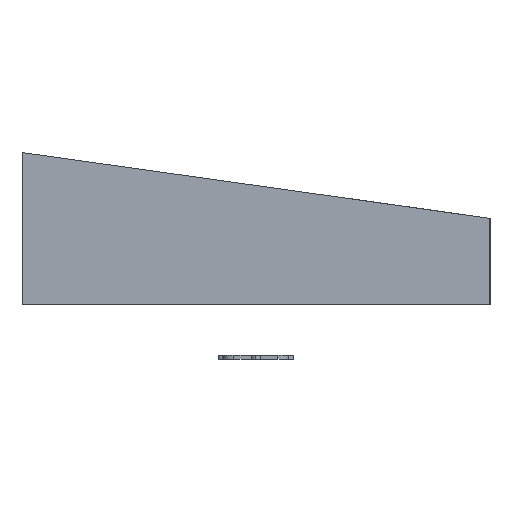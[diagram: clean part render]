
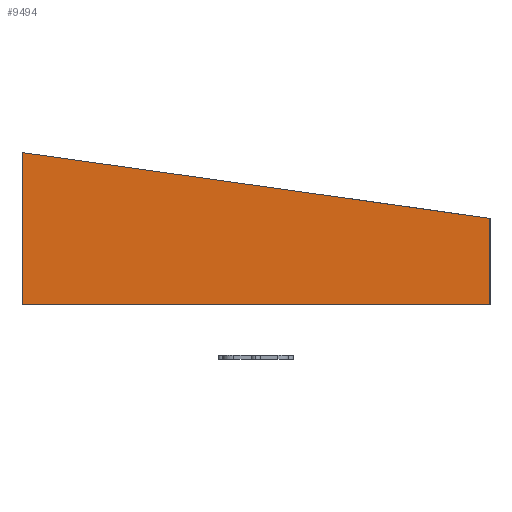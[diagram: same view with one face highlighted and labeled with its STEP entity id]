
A CAD part, left-side view. The second image highlights one B-rep face of the part: STEP entity #9494.
In plain terms, the highlighted planar face has unit normal (-1, 0, 0).
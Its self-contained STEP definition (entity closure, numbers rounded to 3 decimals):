
#1278=CARTESIAN_POINT('',(-4.918,114.842,0.723));
#1279=VERTEX_POINT('',#1278);
#1280=CARTESIAN_POINT('',(-4.918,7.842,0.723));
#1281=VERTEX_POINT('',#1280);
#1282=CARTESIAN_POINT('',(-4.918,114.842,0.723));
#1283=DIRECTION('',(0.,-1.,0.));
#1284=VECTOR('',#1283,107.);
#1285=LINE('',#1282,#1284);
#1286=EDGE_CURVE('',#1279,#1281,#1285,.T.);
#9430=CARTESIAN_POINT('',(-4.918,114.842,35.484));
#9431=VERTEX_POINT('',#9430);
#9432=CARTESIAN_POINT('',(-4.918,114.842,35.484));
#9433=DIRECTION('',(0.,0.,-1.));
#9434=VECTOR('',#9433,34.761);
#9435=LINE('',#9432,#9434);
#9436=EDGE_CURVE('',#9431,#1279,#9435,.T.);
#9471=CARTESIAN_POINT('',(-4.918,13.123,19.169));
#9472=DIRECTION('',(-1.,0.,0.));
#9473=DIRECTION('',(0.,-0.99,-0.139));
#9474=AXIS2_PLACEMENT_3D('',#9471,#9472,#9473);
#9475=PLANE('',#9474);
#9476=ORIENTED_EDGE('',*,*,#9436,.T.);
#9477=ORIENTED_EDGE('',*,*,#1286,.T.);
#9478=CARTESIAN_POINT('',(-4.918,7.842,20.446));
#9479=VERTEX_POINT('',#9478);
#9480=CARTESIAN_POINT('',(-4.918,7.842,20.446));
#9481=DIRECTION('',(0.,0.,-1.));
#9482=VECTOR('',#9481,19.723);
#9483=LINE('',#9480,#9482);
#9484=EDGE_CURVE('',#9479,#1281,#9483,.T.);
#9485=ORIENTED_EDGE('',*,*,#9484,.F.);
#9486=CARTESIAN_POINT('',(-4.918,7.842,20.446));
#9487=DIRECTION('',(0.,0.99,0.139));
#9488=VECTOR('',#9487,108.052);
#9489=LINE('',#9486,#9488);
#9490=EDGE_CURVE('',#9479,#9431,#9489,.T.);
#9491=ORIENTED_EDGE('',*,*,#9490,.T.);
#9492=EDGE_LOOP('',(#9476,#9477,#9485,#9491));
#9493=FACE_BOUND('',#9492,.T.);
#9494=ADVANCED_FACE('',(#9493),#9475,.T.);
